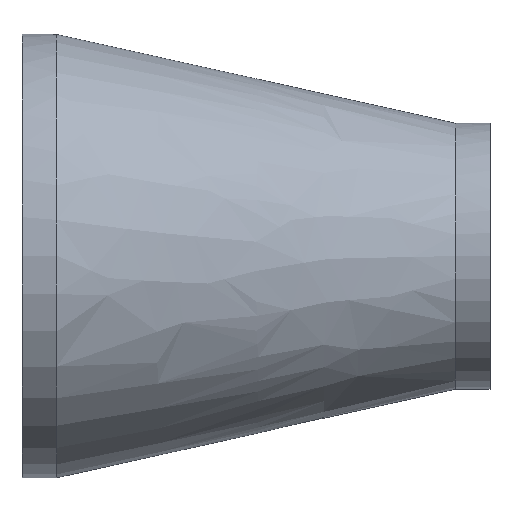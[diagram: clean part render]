
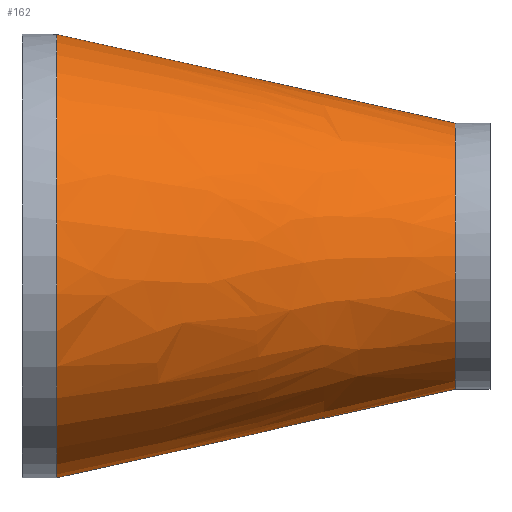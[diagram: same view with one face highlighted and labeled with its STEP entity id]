
A CAD part, top view. The second image highlights one B-rep face of the part: STEP entity #162.
In plain terms, the highlighted free-form (B-spline) face has degree [1, 2] with [2, 9] control points.
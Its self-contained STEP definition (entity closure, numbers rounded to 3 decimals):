
#32=FACE_OUTER_BOUND('',#40,.T.);
#40=EDGE_LOOP('',(#121,#122,#123,#124,#125,#126,#127,#128));
#50=B_SPLINE_CURVE_WITH_KNOTS('',1,(#329,#330),.UNSPECIFIED.,.F.,.F.,(2,
2),(-1.886,-0.01),.UNSPECIFIED.);
#59=CIRCLE('',#197,19.05);
#60=CIRCLE('',#198,19.05);
#61=CIRCLE('',#199,19.05);
#62=CIRCLE('',#200,31.75);
#63=CIRCLE('',#201,31.75);
#64=CIRCLE('',#202,31.75);
#77=VERTEX_POINT('',#322);
#78=VERTEX_POINT('',#323);
#79=VERTEX_POINT('',#325);
#80=VERTEX_POINT('',#328);
#81=VERTEX_POINT('',#331);
#82=VERTEX_POINT('',#333);
#96=EDGE_CURVE('',#77,#78,#59,.T.);
#97=EDGE_CURVE('',#79,#77,#60,.T.);
#98=EDGE_CURVE('',#78,#79,#61,.T.);
#99=EDGE_CURVE('',#78,#80,#50,.T.);
#100=EDGE_CURVE('',#80,#81,#62,.T.);
#101=EDGE_CURVE('',#81,#82,#63,.T.);
#102=EDGE_CURVE('',#82,#80,#64,.T.);
#121=ORIENTED_EDGE('',*,*,#96,.F.);
#122=ORIENTED_EDGE('',*,*,#97,.F.);
#123=ORIENTED_EDGE('',*,*,#98,.F.);
#124=ORIENTED_EDGE('',*,*,#99,.T.);
#125=ORIENTED_EDGE('',*,*,#100,.T.);
#126=ORIENTED_EDGE('',*,*,#101,.T.);
#127=ORIENTED_EDGE('',*,*,#102,.T.);
#128=ORIENTED_EDGE('',*,*,#99,.F.);
#160=(
BOUNDED_SURFACE()
B_SPLINE_SURFACE(1,2,((#304,#305,#306,#307,#308,#309,#310,#311,#312),(#313,
#314,#315,#316,#317,#318,#319,#320,#321)),.UNSPECIFIED.,.F.,.T.,.F.)
B_SPLINE_SURFACE_WITH_KNOTS((2,2),(3,2,2,2,3),(-0.213,2.008),
(-3.142,-1.571,0.,1.571,3.142),
 .UNSPECIFIED.)
GEOMETRIC_REPRESENTATION_ITEM()
RATIONAL_B_SPLINE_SURFACE(((1.,0.707,1.,0.707,1.,
0.707,1.,0.707,1.),(1.,0.707,1.,0.707,
1.,0.707,1.,0.707,1.)))
REPRESENTATION_ITEM('')
SURFACE()
);
#162=ADVANCED_FACE('',(#32),#160,.F.);
#197=AXIS2_PLACEMENT_3D('',#324,#231,#232);
#198=AXIS2_PLACEMENT_3D('',#326,#233,#234);
#199=AXIS2_PLACEMENT_3D('',#327,#235,#236);
#200=AXIS2_PLACEMENT_3D('',#332,#237,#238);
#201=AXIS2_PLACEMENT_3D('',#334,#239,#240);
#202=AXIS2_PLACEMENT_3D('',#335,#241,#242);
#231=DIRECTION('center_axis',(1.,0.,0.));
#232=DIRECTION('ref_axis',(0.,0.,-1.));
#233=DIRECTION('center_axis',(1.,0.,0.));
#234=DIRECTION('ref_axis',(0.,0.,-1.));
#235=DIRECTION('center_axis',(1.,0.,0.));
#236=DIRECTION('ref_axis',(0.,0.,-1.));
#237=DIRECTION('center_axis',(1.,0.,0.));
#238=DIRECTION('ref_axis',(0.,0.,-1.));
#239=DIRECTION('center_axis',(1.,0.,0.));
#240=DIRECTION('ref_axis',(0.,0.,-1.));
#241=DIRECTION('center_axis',(1.,0.,0.));
#242=DIRECTION('ref_axis',(0.,0.,-1.));
#304=CARTESIAN_POINT('Ctrl Pts',(-1.754,33.221,0.));
#305=CARTESIAN_POINT('Ctrl Pts',(5.,33.221,31.75));
#306=CARTESIAN_POINT('Ctrl Pts',(5.,0.,
31.75));
#307=CARTESIAN_POINT('Ctrl Pts',(5.,-33.221,31.75));
#308=CARTESIAN_POINT('Ctrl Pts',(-1.754,-33.221,0.));
#309=CARTESIAN_POINT('Ctrl Pts',(-8.508,-33.221,-31.75));
#310=CARTESIAN_POINT('Ctrl Pts',(-8.508,0.,
-31.75));
#311=CARTESIAN_POINT('Ctrl Pts',(-8.508,33.221,-31.75));
#312=CARTESIAN_POINT('Ctrl Pts',(-1.754,33.221,0.));
#313=CARTESIAN_POINT('Ctrl Pts',(65.702,18.207,-14.349));
#314=CARTESIAN_POINT('Ctrl Pts',(69.403,18.207,3.051));
#315=CARTESIAN_POINT('Ctrl Pts',(69.403,0.,
3.051));
#316=CARTESIAN_POINT('Ctrl Pts',(69.403,-18.207,3.051));
#317=CARTESIAN_POINT('Ctrl Pts',(65.702,-18.207,-14.349));
#318=CARTESIAN_POINT('Ctrl Pts',(62.,-18.207,-31.75));
#319=CARTESIAN_POINT('Ctrl Pts',(62.,0.,-31.75));
#320=CARTESIAN_POINT('Ctrl Pts',(62.,18.207,-31.75));
#321=CARTESIAN_POINT('Ctrl Pts',(65.702,18.207,-14.349));
#322=CARTESIAN_POINT('',(62.,0.,-31.75));
#323=CARTESIAN_POINT('',(62.,19.03,-13.562));
#324=CARTESIAN_POINT('Origin',(62.,0.,-12.7));
#325=CARTESIAN_POINT('',(62.,0.,6.35));
#326=CARTESIAN_POINT('Origin',(62.,0.,-12.7));
#327=CARTESIAN_POINT('Origin',(62.,0.,-12.7));
#328=CARTESIAN_POINT('',(5.,31.717,-1.437));
#329=CARTESIAN_POINT('Ctrl Pts',(62.,19.03,-13.562));
#330=CARTESIAN_POINT('Ctrl Pts',(5.,31.717,-1.437));
#331=CARTESIAN_POINT('',(5.,0.,31.75));
#332=CARTESIAN_POINT('Origin',(5.,0.,0.));
#333=CARTESIAN_POINT('',(5.,0.,-31.75));
#334=CARTESIAN_POINT('Origin',(5.,0.,0.));
#335=CARTESIAN_POINT('Origin',(5.,0.,0.));
